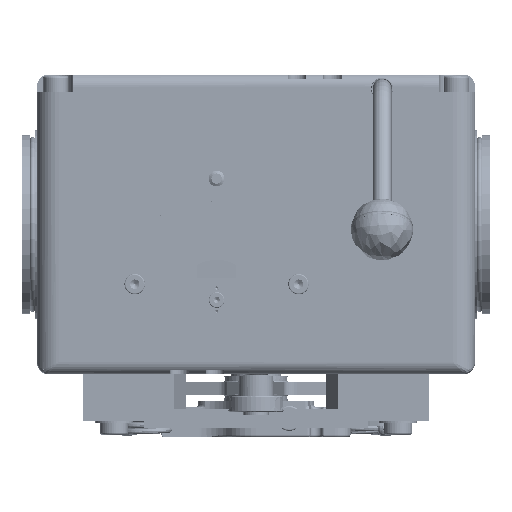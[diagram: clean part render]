
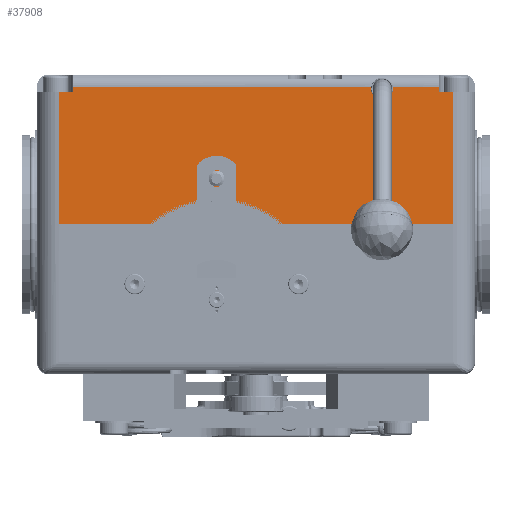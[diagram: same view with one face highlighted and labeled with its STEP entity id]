
A CAD part, top view. The second image highlights one B-rep face of the part: STEP entity #37908.
In plain terms, the highlighted planar face has unit normal (0, 0, 1).
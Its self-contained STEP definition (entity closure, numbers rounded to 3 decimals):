
#610 = ORIENTED_EDGE ( 'NONE', *, *, #147826, .F. ) ;
#2571 = CIRCLE ( 'NONE', #85931, 7. ) ;
#4269 = CARTESIAN_POINT ( 'NONE',  ( 73.122, 186.3, 80. ) ) ;
#4358 = CARTESIAN_POINT ( 'NONE',  ( 125., 96., 80. ) ) ;
#12868 = DIRECTION ( 'NONE',  ( -1., 0., 0. ) ) ;
#13150 = CARTESIAN_POINT ( 'NONE',  ( -125., 96., 80. ) ) ;
#15256 = DIRECTION ( 'NONE',  ( 1., 0., 0. ) ) ;
#15641 = LINE ( 'NONE', #30648, #173837 ) ;
#16874 = EDGE_CURVE ( 'NONE', #42107, #138908, #25867, .T. ) ;
#20871 = EDGE_CURVE ( 'NONE', #104710, #121661, #99987, .T. ) ;
#20907 = CARTESIAN_POINT ( 'NONE',  ( -116., 183., 80. ) ) ;
#24488 = EDGE_LOOP ( 'NONE', ( #70010, #71391, #36314, #174040, #95639, #26266, #80922, #92203, #102194, #53560, #610, #152258 ) ) ;
#25867 = LINE ( 'NONE', #28607, #37423 ) ;
#26266 = ORIENTED_EDGE ( 'NONE', *, *, #76599, .T. ) ;
#26779 = DIRECTION ( 'NONE',  ( 0., 1., 0. ) ) ;
#28033 = VECTOR ( 'NONE', #155791, 1000. ) ;
#28607 = CARTESIAN_POINT ( 'NONE',  ( 125., 96., 80. ) ) ;
#29508 = DIRECTION ( 'NONE',  ( 0., -1., 0. ) ) ;
#30648 = CARTESIAN_POINT ( 'NONE',  ( 125., 183., 80. ) ) ;
#33250 = DIRECTION ( 'NONE',  ( 0., 0., 1. ) ) ;
#34425 = CARTESIAN_POINT ( 'NONE',  ( 147., 186.3, 80. ) ) ;
#36314 = ORIENTED_EDGE ( 'NONE', *, *, #111200, .F. ) ;
#37423 = VECTOR ( 'NONE', #26779, 1000. ) ;
#37903 = VERTEX_POINT ( 'NONE', #132139 ) ;
#37908 = ADVANCED_FACE ( 'NONE', ( #120932 ), #148803, .F. ) ;
#41067 = EDGE_CURVE ( 'NONE', #42107, #104710, #182504, .T. ) ;
#42107 = VERTEX_POINT ( 'NONE', #65672 ) ;
#42536 = DIRECTION ( 'NONE',  ( 0., 0., 1. ) ) ;
#49968 = CARTESIAN_POINT ( 'NONE',  ( 80., 185., 80. ) ) ;
#51465 = VECTOR ( 'NONE', #91283, 1000. ) ;
#53560 = ORIENTED_EDGE ( 'NONE', *, *, #16874, .T. ) ;
#56546 = CARTESIAN_POINT ( 'NONE',  ( 80., 185., 80. ) ) ;
#58306 = VERTEX_POINT ( 'NONE', #122353 ) ;
#58558 = DIRECTION ( 'NONE',  ( 1., 0., 0. ) ) ;
#61479 = EDGE_CURVE ( 'NONE', #69192, #76409, #2571, .T. ) ;
#63158 = LINE ( 'NONE', #108011, #117519 ) ;
#65672 = CARTESIAN_POINT ( 'NONE',  ( 125., 99., 80. ) ) ;
#65935 = DIRECTION ( 'NONE',  ( -1., 0., 0. ) ) ;
#69192 = VERTEX_POINT ( 'NONE', #4269 ) ;
#70010 = ORIENTED_EDGE ( 'NONE', *, *, #174326, .T. ) ;
#71391 = ORIENTED_EDGE ( 'NONE', *, *, #82801, .F. ) ;
#72138 = VERTEX_POINT ( 'NONE', #83553 ) ;
#76409 = VERTEX_POINT ( 'NONE', #174281 ) ;
#76599 = EDGE_CURVE ( 'NONE', #89958, #159639, #85617, .T. ) ;
#76715 = CARTESIAN_POINT ( 'NONE',  ( -116., 186.3, 80. ) ) ;
#80922 = ORIENTED_EDGE ( 'NONE', *, *, #181155, .F. ) ;
#82384 = AXIS2_PLACEMENT_3D ( 'NONE', #4358, #134825, #149713 ) ;
#82801 = EDGE_CURVE ( 'NONE', #142097, #72138, #100134, .T. ) ;
#83254 = CARTESIAN_POINT ( 'NONE',  ( 80., 185., 80. ) ) ;
#83553 = CARTESIAN_POINT ( 'NONE',  ( 86.878, 186.3, 80. ) ) ;
#85617 = LINE ( 'NONE', #99699, #98972 ) ;
#85931 = AXIS2_PLACEMENT_3D ( 'NONE', #56546, #42536, #142225 ) ;
#87083 = LINE ( 'NONE', #114210, #105169 ) ;
#87187 = AXIS2_PLACEMENT_3D ( 'NONE', #49968, #33250, #91013 ) ;
#87462 = CARTESIAN_POINT ( 'NONE',  ( -125., 183., 80. ) ) ;
#89958 = VERTEX_POINT ( 'NONE', #76715 ) ;
#91013 = DIRECTION ( 'NONE',  ( -1., 0., 0. ) ) ;
#91283 = DIRECTION ( 'NONE',  ( -1., 0., 0. ) ) ;
#92203 = ORIENTED_EDGE ( 'NONE', *, *, #20871, .F. ) ;
#93575 = DIRECTION ( 'NONE',  ( 0., 0., 1. ) ) ;
#95639 = ORIENTED_EDGE ( 'NONE', *, *, #168968, .T. ) ;
#96178 = CIRCLE ( 'NONE', #87187, 7. ) ;
#98972 = VECTOR ( 'NONE', #156429, 1000. ) ;
#99699 = CARTESIAN_POINT ( 'NONE',  ( -116., 96., 80. ) ) ;
#99987 = LINE ( 'NONE', #13150, #28033 ) ;
#100134 = CIRCLE ( 'NONE', #165419, 7. ) ;
#102194 = ORIENTED_EDGE ( 'NONE', *, *, #41067, .F. ) ;
#104400 = LINE ( 'NONE', #34425, #51465 ) ;
#104710 = VERTEX_POINT ( 'NONE', #118760 ) ;
#105169 = VECTOR ( 'NONE', #15256, 1000. ) ;
#106315 = VECTOR ( 'NONE', #12868, 1000. ) ;
#108011 = CARTESIAN_POINT ( 'NONE',  ( 147., 186.3, 80. ) ) ;
#111200 = EDGE_CURVE ( 'NONE', #76409, #142097, #96178, .T. ) ;
#114210 = CARTESIAN_POINT ( 'NONE',  ( 125., 183., 80. ) ) ;
#117519 = VECTOR ( 'NONE', #65935, 1000. ) ;
#118760 = CARTESIAN_POINT ( 'NONE',  ( -125., 99., 80. ) ) ;
#120932 = FACE_OUTER_BOUND ( 'NONE', #24488, .T. ) ;
#121661 = VERTEX_POINT ( 'NONE', #87462 ) ;
#122353 = CARTESIAN_POINT ( 'NONE',  ( 116., 186.3, 80. ) ) ;
#132139 = CARTESIAN_POINT ( 'NONE',  ( 116., 183., 80. ) ) ;
#134825 = DIRECTION ( 'NONE',  ( 0., 0., -1. ) ) ;
#138908 = VERTEX_POINT ( 'NONE', #172027 ) ;
#139469 = VECTOR ( 'NONE', #29508, 1000. ) ;
#140622 = CARTESIAN_POINT ( 'NONE',  ( 125., 99., 80. ) ) ;
#142097 = VERTEX_POINT ( 'NONE', #168689 ) ;
#142225 = DIRECTION ( 'NONE',  ( -1., 0., 0. ) ) ;
#147826 = EDGE_CURVE ( 'NONE', #37903, #138908, #87083, .T. ) ;
#148803 = PLANE ( 'NONE',  #82384 ) ;
#149713 = DIRECTION ( 'NONE',  ( 1., 0., 0. ) ) ;
#152258 = ORIENTED_EDGE ( 'NONE', *, *, #176478, .F. ) ;
#155791 = DIRECTION ( 'NONE',  ( 0., 1., 0. ) ) ;
#156429 = DIRECTION ( 'NONE',  ( 0., -1., 0. ) ) ;
#159639 = VERTEX_POINT ( 'NONE', #20907 ) ;
#165419 = AXIS2_PLACEMENT_3D ( 'NONE', #83254, #93575, #179210 ) ;
#168313 = LINE ( 'NONE', #171077, #139469 ) ;
#168689 = CARTESIAN_POINT ( 'NONE',  ( 87., 185., 80. ) ) ;
#168968 = EDGE_CURVE ( 'NONE', #69192, #89958, #63158, .T. ) ;
#171077 = CARTESIAN_POINT ( 'NONE',  ( 116., 96., 80. ) ) ;
#172027 = CARTESIAN_POINT ( 'NONE',  ( 125., 183., 80. ) ) ;
#173837 = VECTOR ( 'NONE', #58558, 1000. ) ;
#174040 = ORIENTED_EDGE ( 'NONE', *, *, #61479, .F. ) ;
#174281 = CARTESIAN_POINT ( 'NONE',  ( 73., 185., 80. ) ) ;
#174326 = EDGE_CURVE ( 'NONE', #58306, #72138, #104400, .T. ) ;
#176478 = EDGE_CURVE ( 'NONE', #58306, #37903, #168313, .T. ) ;
#179210 = DIRECTION ( 'NONE',  ( -1., 0., 0. ) ) ;
#181155 = EDGE_CURVE ( 'NONE', #121661, #159639, #15641, .T. ) ;
#182504 = LINE ( 'NONE', #140622, #106315 ) ;
